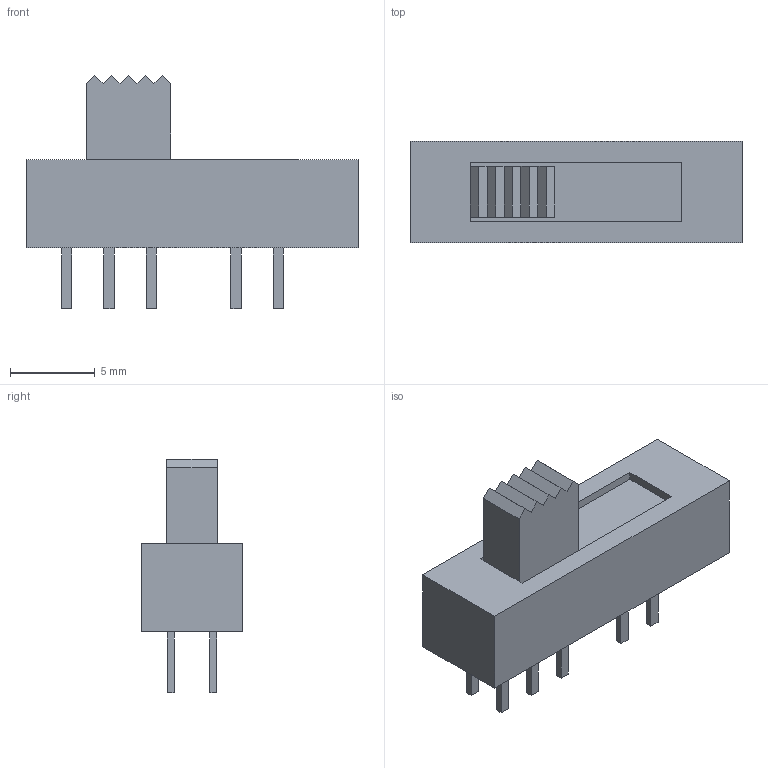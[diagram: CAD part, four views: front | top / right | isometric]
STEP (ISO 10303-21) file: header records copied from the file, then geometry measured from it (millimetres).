
FILE_DESCRIPTION(('FreeCAD Model'),'2;1');
FILE_NAME( 'Fusion.step', '2018-06-23T18:39:47',('kicad StepUp'),('ksu MCAD'), 'Open CASCADE STEP processor 7.2','FreeCAD','Unknown');
FILE_SCHEMA(('AUTOMOTIVE_DESIGN { 1 0 10303 214 1 1 1 1 }'));
Length unit declared in the file: millimetre
Products named in the file (1): Fusion
Bounding box: 19.6 x 6 x 13.8 mm (x, y, z)
Volume: 677 mm3; surface area: 675.2 mm2
Topology: 1 solids, 1 shells, 76 faces, 187 edges, 124 vertices
Faces by surface type: plane 76
Entity records: 5166 total; most frequent: CARTESIAN_POINT 768, DIRECTION 709, LINE 555, VECTOR 555, ORIENTED_EDGE 374, PCURVE 374, DEFINITIONAL_REPRESENTATION 374, EDGE_CURVE 187
